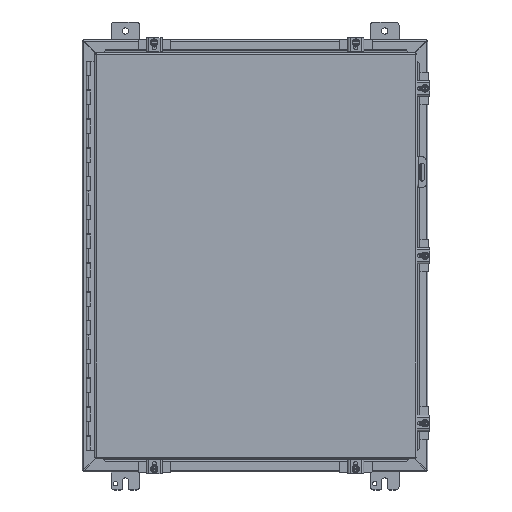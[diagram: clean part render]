
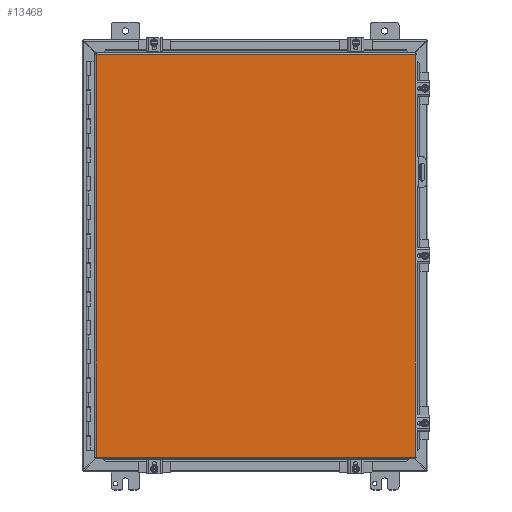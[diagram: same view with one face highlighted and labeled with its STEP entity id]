
A CAD part, top view. The second image highlights one B-rep face of the part: STEP entity #13468.
In plain terms, the highlighted face is planar.
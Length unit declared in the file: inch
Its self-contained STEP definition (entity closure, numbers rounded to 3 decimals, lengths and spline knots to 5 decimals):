
#1346=PLANE('',#14278);
#2075=LINE('',#22272,#3312);
#2081=LINE('',#22393,#3318);
#2091=LINE('',#22546,#3328);
#2094=LINE('',#22579,#3331);
#3312=VECTOR('',#16278,22.1645);
#3318=VECTOR('',#16292,22.1645);
#3328=VECTOR('',#16314,27.977);
#3331=VECTOR('',#16323,27.977);
#4452=FACE_OUTER_BOUND('',#5216,.T.);
#5216=EDGE_LOOP('',(#10775,#10776,#10777,#10778));
#6514=VERTEX_POINT('',#22263);
#6515=VERTEX_POINT('',#22271);
#6518=VERTEX_POINT('',#22341);
#6519=VERTEX_POINT('',#22385);
#8042=EDGE_CURVE('',#6515,#6514,#2075,.T.);
#8055=EDGE_CURVE('',#6518,#6519,#2081,.T.);
#8072=EDGE_CURVE('',#6514,#6518,#2091,.T.);
#8076=EDGE_CURVE('',#6519,#6515,#2094,.T.);
#10775=ORIENTED_EDGE('',*,*,#8072,.T.);
#10776=ORIENTED_EDGE('',*,*,#8055,.T.);
#10777=ORIENTED_EDGE('',*,*,#8076,.T.);
#10778=ORIENTED_EDGE('',*,*,#8042,.T.);
#13468=ADVANCED_FACE('',(#4452),#1346,.F.);
#14278=AXIS2_PLACEMENT_3D('',#22659,#16337,#16338);
#16278=DIRECTION('',(-1.,0.,0.));
#16292=DIRECTION('',(1.,0.,0.));
#16314=DIRECTION('',(0.,1.,0.));
#16323=DIRECTION('',(0.,-1.,0.));
#16337=DIRECTION('center_axis',(0.,0.,1.));
#16338=DIRECTION('ref_axis',(1.,0.,0.));
#22263=CARTESIAN_POINT('',(-11.08225,-13.9885,0.));
#22271=CARTESIAN_POINT('',(11.08225,-13.9885,0.));
#22272=CARTESIAN_POINT('',(5.54113,-13.9885,0.));
#22341=CARTESIAN_POINT('',(-11.08225,13.9885,0.));
#22385=CARTESIAN_POINT('',(11.08225,13.9885,0.));
#22393=CARTESIAN_POINT('',(-5.59375,13.9885,0.));
#22546=CARTESIAN_POINT('',(-11.08225,-6.99425,0.));
#22579=CARTESIAN_POINT('',(11.08225,6.99425,0.));
#22659=CARTESIAN_POINT('Origin',(0.,0.,
0.));
